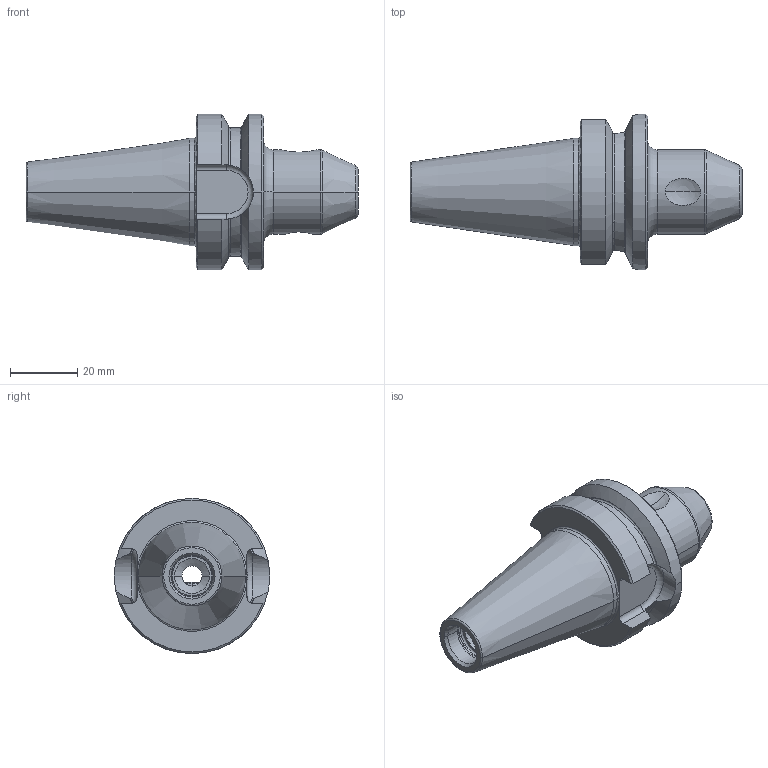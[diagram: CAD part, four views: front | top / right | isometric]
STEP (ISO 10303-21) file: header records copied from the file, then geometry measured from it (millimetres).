
FILE_DESCRIPTION((''),'2;1');
FILE_NAME('66021255M-A_ASM','2023-08-16T12:05:01',('BILZ.DESIGN'),(''),'CREO PARAMETRIC BY PTC INC, 2022281','CREO PARAMETRIC BY PTC INC, 2022281','');
FILE_SCHEMA(('CONFIG_CONTROL_DESIGN'));
Length unit declared in the file: millimetre
Products named in the file (3): 66021255M; M6-10; 66021255M-A_ASM
Assembly tree (2 placements, depth 2):
  66021255M-A_ASM
    66021255M
    M6-10
Bounding box: 98.4 x 46 x 46 mm (x, y, z)
Volume: 58882.9 mm3; surface area: 15710.2 mm2
Topology: 2 solids, 5 shells, 134 faces, 332 edges, 203 vertices
Faces by surface type: cylinder 42, plane 40, cone 30, torus 20, sphere 2
Entity records: 4445 total; most frequent: CARTESIAN_POINT 1196, DIRECTION 698, ORIENTED_EDGE 640, EDGE_CURVE 326, AXIS2_PLACEMENT_3D 293, VERTEX_POINT 203, CIRCLE 150, EDGE_LOOP 145
